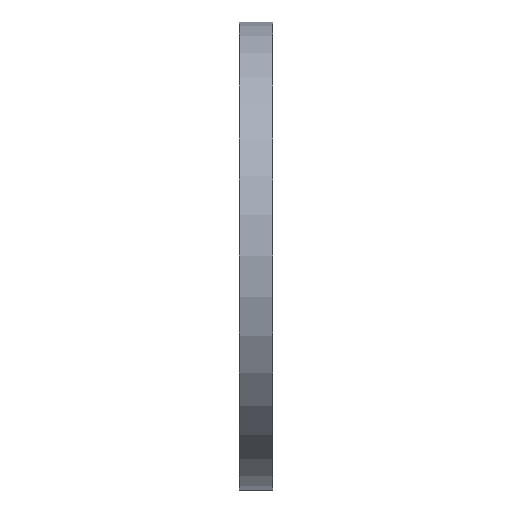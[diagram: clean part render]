
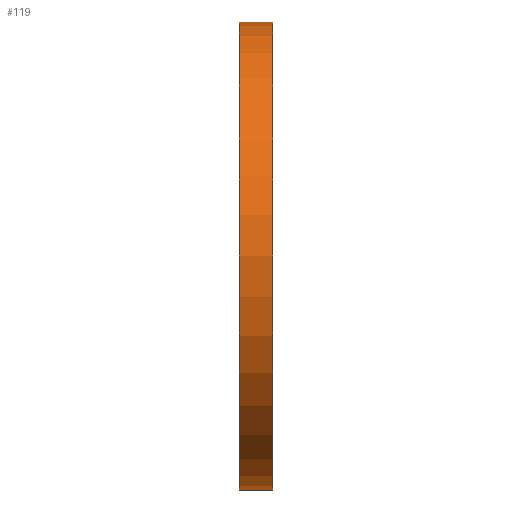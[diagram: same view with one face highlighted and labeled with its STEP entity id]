
A CAD part, left-side view. The second image highlights one B-rep face of the part: STEP entity #119.
In plain terms, the highlighted cylindrical face has radius 170 mm (diameter 340 mm), a partial arc.
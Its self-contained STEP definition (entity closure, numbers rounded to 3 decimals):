
#44 = EDGE_CURVE ( 'NONE', #223, #673, #439, .T. ) ;
#54 = VECTOR ( 'NONE', #434, 1000. ) ;
#78 = CARTESIAN_POINT ( 'NONE',  ( 0., 34.695, 0. ) ) ;
#89 = DIRECTION ( 'NONE',  ( 0., 1., 0. ) ) ;
#98 = ORIENTED_EDGE ( 'NONE', *, *, #367, .F. ) ;
#112 = LINE ( 'NONE', #169, #523 ) ;
#119 = ADVANCED_FACE ( 'NONE', ( #336 ), #279, .T. ) ;
#130 = AXIS2_PLACEMENT_3D ( 'NONE', #265, #89, #609 ) ;
#136 = VERTEX_POINT ( 'NONE', #395 ) ;
#169 = CARTESIAN_POINT ( 'NONE',  ( 0., 34.695, -170. ) ) ;
#180 = EDGE_CURVE ( 'NONE', #378, #136, #212, .T. ) ;
#212 = CIRCLE ( 'NONE', #130, 170. ) ;
#217 = DIRECTION ( 'NONE',  ( 0., 0., 1. ) ) ;
#223 = VERTEX_POINT ( 'NONE', #740 ) ;
#260 = DIRECTION ( 'NONE',  ( 0., 0., 1. ) ) ;
#265 = CARTESIAN_POINT ( 'NONE',  ( 0., 24., 0. ) ) ;
#279 = CYLINDRICAL_SURFACE ( 'NONE', #645, 170. ) ;
#306 = CARTESIAN_POINT ( 'NONE',  ( 0., 34.695, 170. ) ) ;
#321 = DIRECTION ( 'NONE',  ( 0., 1., 0. ) ) ;
#336 = FACE_OUTER_BOUND ( 'NONE', #450, .T. ) ;
#367 = EDGE_CURVE ( 'NONE', #223, #378, #112, .T. ) ;
#378 = VERTEX_POINT ( 'NONE', #752 ) ;
#395 = CARTESIAN_POINT ( 'NONE',  ( 0., 24., 170. ) ) ;
#413 = DIRECTION ( 'NONE',  ( 0., 1., 0. ) ) ;
#434 = DIRECTION ( 'NONE',  ( 0., 1., 0. ) ) ;
#439 = CIRCLE ( 'NONE', #701, 170. ) ;
#450 = EDGE_LOOP ( 'NONE', ( #98, #831, #720, #729 ) ) ;
#516 = CARTESIAN_POINT ( 'NONE',  ( 0., 0., 0. ) ) ;
#523 = VECTOR ( 'NONE', #681, 1000. ) ;
#609 = DIRECTION ( 'NONE',  ( 0., 0., 1. ) ) ;
#638 = LINE ( 'NONE', #306, #54 ) ;
#645 = AXIS2_PLACEMENT_3D ( 'NONE', #78, #413, #217 ) ;
#673 = VERTEX_POINT ( 'NONE', #804 ) ;
#681 = DIRECTION ( 'NONE',  ( 0., 1., 0. ) ) ;
#701 = AXIS2_PLACEMENT_3D ( 'NONE', #516, #321, #260 ) ;
#720 = ORIENTED_EDGE ( 'NONE', *, *, #771, .T. ) ;
#729 = ORIENTED_EDGE ( 'NONE', *, *, #180, .F. ) ;
#740 = CARTESIAN_POINT ( 'NONE',  ( 0., 0., -170. ) ) ;
#752 = CARTESIAN_POINT ( 'NONE',  ( 0., 24., -170. ) ) ;
#771 = EDGE_CURVE ( 'NONE', #673, #136, #638, .T. ) ;
#804 = CARTESIAN_POINT ( 'NONE',  ( 0., 0., 170. ) ) ;
#831 = ORIENTED_EDGE ( 'NONE', *, *, #44, .T. ) ;
